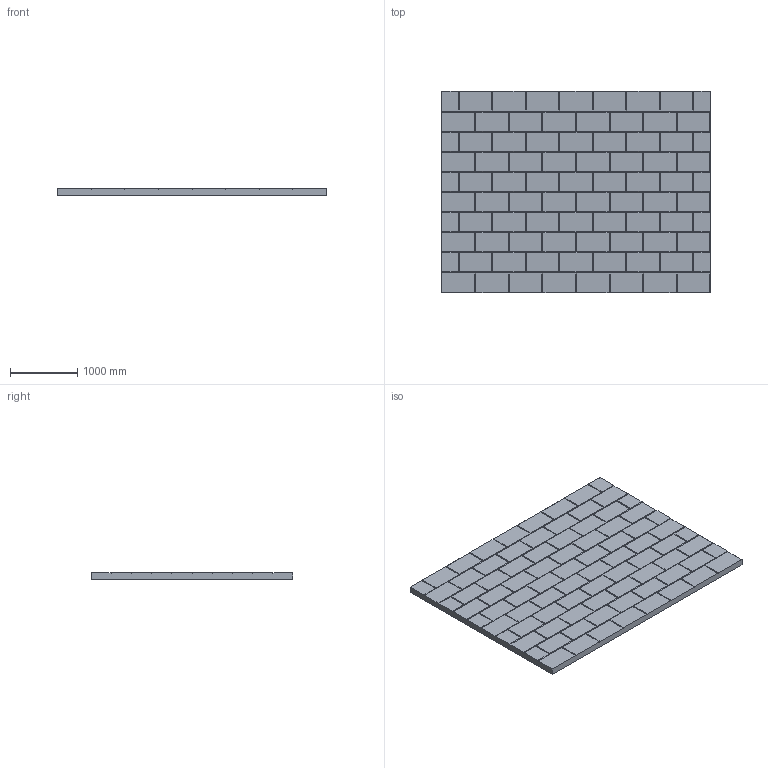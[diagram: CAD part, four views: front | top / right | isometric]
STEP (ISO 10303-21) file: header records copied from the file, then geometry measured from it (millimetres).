
FILE_DESCRIPTION (( 'STEP AP214' ), '1' );
FILE_NAME ('Wall.STEP', '2020-02-07T09:25:46', ( '' ), ( '' ), 'SwSTEP 2.0', 'SolidWorks 2018', '' );
FILE_SCHEMA (( 'AUTOMOTIVE_DESIGN' ));
Length unit declared in the file: millimetre
Products named in the file (1): Wall
Bounding box: 4000 x 3000 x 100 mm (x, y, z)
Volume: 1196596171.9 mm3; surface area: 25731197.9 mm2
Topology: 1 solids, 1 shells, 407 faces, 920 edges, 515 vertices
Faces by surface type: plane 407
Entity records: 10768 total; most frequent: CARTESIAN_POINT 1843, ORIENTED_EDGE 1840, DIRECTION 1736, LINE 920, EDGE_CURVE 920, VECTOR 920, VERTEX_POINT 515, AXIS2_PLACEMENT_3D 408
